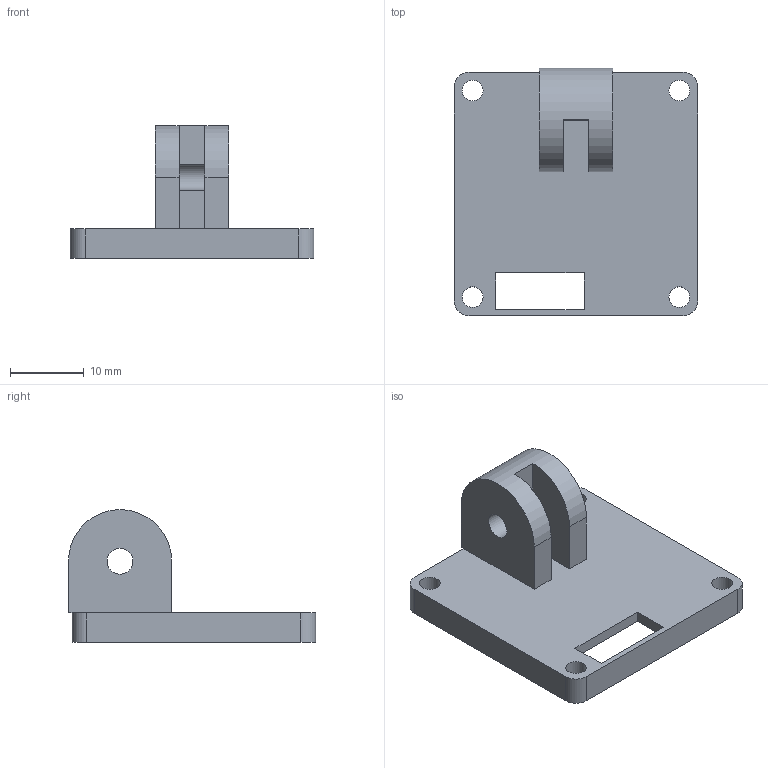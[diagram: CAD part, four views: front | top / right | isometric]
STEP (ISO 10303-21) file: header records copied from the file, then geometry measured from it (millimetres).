
FILE_DESCRIPTION(/* description */ ('Alibre Inc.'),/* implementation_level */ '2;1');
FILE_NAME(/* name */ 'export0',/* time_stamp */ '2015-07-05T23:14:00+12:00',/* author */ (''),/* organization */ (''),/* preprocessor_version */ 'ST-DEVELOPER v14',/* originating_system */ 'Alibre',/* authorisation */ '');
FILE_SCHEMA (('CONFIG_CONTROL_DESIGN'));
Length unit declared in the file: centimetre
Products named in the file (1): ID_1
Bounding box: 33 x 33.5 x 18 mm (x, y, z)
Volume: 3379.7 mm3; surface area: 3817.8 mm2
Topology: 1 solids, 1 shells, 40 faces, 116 edges, 76 vertices
Faces by surface type: plane 26, cylinder 14
Full cylindrical faces by diameter (mm): 2.8 x4, 3.5 x1
Entity records: 1333 total; most frequent: ORIENTED_EDGE 220, CARTESIAN_POINT 215, DIRECTION 185, EDGE_CURVE 110, VERTEX_POINT 76, VECTOR 70, LINE 70, AXIS2_PLACEMENT_3D 69
